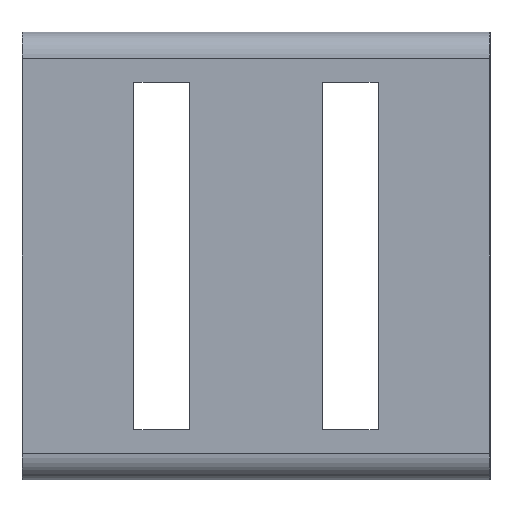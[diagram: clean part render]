
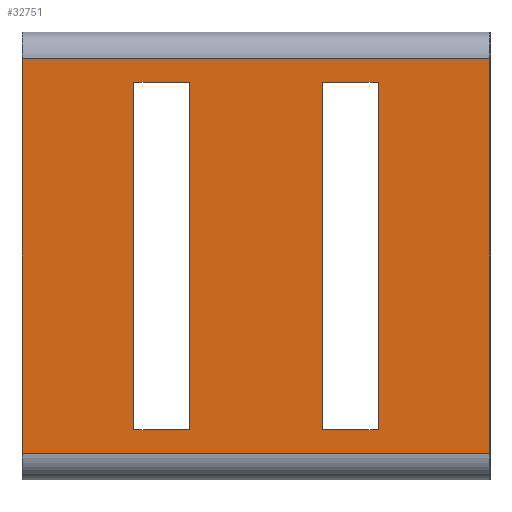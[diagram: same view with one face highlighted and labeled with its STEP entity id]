
A CAD part, left-side view. The second image highlights one B-rep face of the part: STEP entity #32751.
In plain terms, the highlighted planar face has unit normal (-1, 0, 0).
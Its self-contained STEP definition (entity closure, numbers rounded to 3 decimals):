
#129=FACE_BOUND('',#3959,.T.);
#130=FACE_BOUND('',#3960,.T.);
#2109=FACE_OUTER_BOUND('',#3958,.T.);
#3958=EDGE_LOOP('',(#25958,#25959,#25960,#25961));
#3959=EDGE_LOOP('',(#25962,#25963,#25964,#25965));
#3960=EDGE_LOOP('',(#25966,#25967,#25968,#25969));
#8335=LINE('',#50504,#11211);
#8336=LINE('',#50507,#11212);
#8342=LINE('',#50521,#11218);
#8367=LINE('',#50580,#11243);
#8374=LINE('',#50594,#11250);
#8385=LINE('',#50618,#11261);
#8392=LINE('',#50628,#11268);
#8399=LINE('',#50642,#11275);
#8404=LINE('',#50651,#11280);
#8407=LINE('',#50658,#11283);
#8411=LINE('',#50664,#11287);
#8414=LINE('',#50669,#11290);
#11211=VECTOR('',#36337,10.);
#11212=VECTOR('',#36340,10.);
#11218=VECTOR('',#36352,10.);
#11243=VECTOR('',#36411,10.);
#11250=VECTOR('',#36420,10.);
#11261=VECTOR('',#36435,10.);
#11268=VECTOR('',#36448,10.);
#11275=VECTOR('',#36469,10.);
#11280=VECTOR('',#36476,10.);
#11283=VECTOR('',#36483,10.);
#11287=VECTOR('',#36489,10.);
#11290=VECTOR('',#36496,10.);
#14378=VERTEX_POINT('',#50500);
#14379=VERTEX_POINT('',#50502);
#14380=VERTEX_POINT('',#50506);
#14385=VERTEX_POINT('',#50519);
#14401=VERTEX_POINT('',#50577);
#14402=VERTEX_POINT('',#50579);
#14407=VERTEX_POINT('',#50591);
#14408=VERTEX_POINT('',#50593);
#14418=VERTEX_POINT('',#50615);
#14419=VERTEX_POINT('',#50617);
#14422=VERTEX_POINT('',#50649);
#14424=VERTEX_POINT('',#50657);
#18477=EDGE_CURVE('',#14379,#14378,#8335,.T.);
#18478=EDGE_CURVE('',#14378,#14380,#8336,.T.);
#18486=EDGE_CURVE('',#14380,#14385,#8342,.T.);
#18515=EDGE_CURVE('',#14402,#14401,#8367,.T.);
#18522=EDGE_CURVE('',#14408,#14407,#8374,.T.);
#18533=EDGE_CURVE('',#14419,#14418,#8385,.T.);
#18540=EDGE_CURVE('',#14407,#14402,#8392,.T.);
#18547=EDGE_CURVE('',#14401,#14408,#8399,.T.);
#18552=EDGE_CURVE('',#14418,#14422,#8404,.T.);
#18555=EDGE_CURVE('',#14424,#14419,#8407,.T.);
#18559=EDGE_CURVE('',#14422,#14424,#8411,.T.);
#18562=EDGE_CURVE('',#14385,#14379,#8414,.T.);
#25958=ORIENTED_EDGE('',*,*,#18477,.F.);
#25959=ORIENTED_EDGE('',*,*,#18562,.F.);
#25960=ORIENTED_EDGE('',*,*,#18486,.F.);
#25961=ORIENTED_EDGE('',*,*,#18478,.F.);
#25962=ORIENTED_EDGE('',*,*,#18559,.T.);
#25963=ORIENTED_EDGE('',*,*,#18555,.T.);
#25964=ORIENTED_EDGE('',*,*,#18533,.T.);
#25965=ORIENTED_EDGE('',*,*,#18552,.T.);
#25966=ORIENTED_EDGE('',*,*,#18522,.T.);
#25967=ORIENTED_EDGE('',*,*,#18540,.T.);
#25968=ORIENTED_EDGE('',*,*,#18515,.T.);
#25969=ORIENTED_EDGE('',*,*,#18547,.T.);
#31497=PLANE('',#34057);
#32751=ADVANCED_FACE('',(#2109,#129,#130),#31497,.F.);
#34057=AXIS2_PLACEMENT_3D('',#50671,#36499,#36500);
#36337=DIRECTION('',(0.,-1.,0.));
#36340=DIRECTION('',(0.,0.,-1.));
#36352=DIRECTION('',(0.,1.,0.));
#36411=DIRECTION('',(0.,-1.,0.));
#36420=DIRECTION('',(0.,1.,0.));
#36435=DIRECTION('',(0.,0.,-1.));
#36448=DIRECTION('',(0.,0.,1.));
#36469=DIRECTION('',(0.,0.,-1.));
#36476=DIRECTION('',(0.,1.,0.));
#36483=DIRECTION('',(0.,-1.,0.));
#36489=DIRECTION('',(0.,0.,1.));
#36496=DIRECTION('',(0.,0.,1.));
#36499=DIRECTION('center_axis',(1.,0.,0.));
#36500=DIRECTION('ref_axis',(0.,0.,-1.));
#50500=CARTESIAN_POINT('',(0.,-26.543,22.4));
#50502=CARTESIAN_POINT('',(0.,26.543,22.4));
#50504=CARTESIAN_POINT('',(0.,13.272,22.4));
#50506=CARTESIAN_POINT('',(0.,-26.543,-22.4));
#50507=CARTESIAN_POINT('',(0.,-26.543,25.4));
#50519=CARTESIAN_POINT('',(0.,26.543,-22.4));
#50521=CARTESIAN_POINT('',(0.,-13.272,-22.4));
#50577=CARTESIAN_POINT('',(0.,7.506,19.685));
#50579=CARTESIAN_POINT('',(0.,13.856,19.685));
#50580=CARTESIAN_POINT('',(0.,3.753,19.685));
#50591=CARTESIAN_POINT('',(0.,13.856,-19.685));
#50593=CARTESIAN_POINT('',(0.,7.506,-19.685));
#50594=CARTESIAN_POINT('',(0.,6.928,-19.685));
#50615=CARTESIAN_POINT('',(0.,-13.856,-19.685));
#50617=CARTESIAN_POINT('',(0.,-13.856,19.685));
#50618=CARTESIAN_POINT('',(0.,-13.856,9.843));
#50628=CARTESIAN_POINT('',(0.,13.856,9.843));
#50642=CARTESIAN_POINT('',(0.,7.506,-9.843));
#50649=CARTESIAN_POINT('',(0.,-7.506,-19.685));
#50651=CARTESIAN_POINT('',(0.,-6.928,-19.685));
#50657=CARTESIAN_POINT('',(0.,-7.506,19.685));
#50658=CARTESIAN_POINT('',(0.,-3.753,19.685));
#50664=CARTESIAN_POINT('',(0.,-7.506,-9.843));
#50669=CARTESIAN_POINT('',(0.,26.543,-25.4));
#50671=CARTESIAN_POINT('Origin',(0.,0.,0.));
